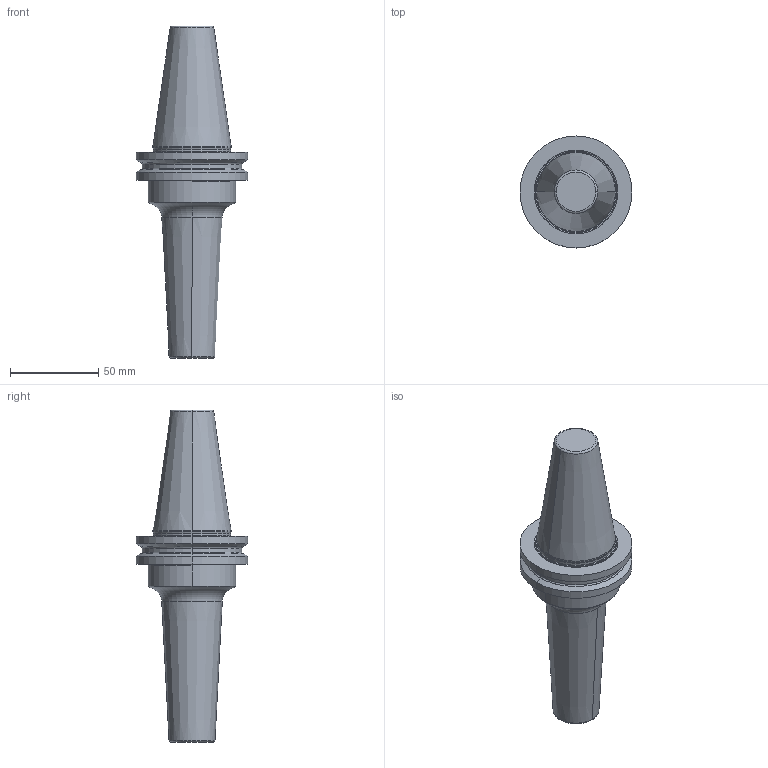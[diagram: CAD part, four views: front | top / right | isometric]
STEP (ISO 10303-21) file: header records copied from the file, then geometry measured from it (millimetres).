
FILE_DESCRIPTION((''),'2;1');
FILE_NAME('606609367-000-01-E43','2017-03-15T',('bahnemannr'),(''),'PRO/ENGINEER BY PARAMETRIC TECHNOLOGY CORPORATION, 2011220','PRO/ENGINEER BY PARAMETRIC TECHNOLOGY CORPORATION, 2011220','');
FILE_SCHEMA(('AUTOMOTIVE_DESIGN_CC2 { 1 2 10303 214 -1 1 5 2 }'));
Length unit declared in the file: millimetre
Products named in the file (1): 606609367-000-01-E43
Bounding box: 63.55 x 63.55 x 188.4 mm (x, y, z)
Volume: 209282.8 mm3; surface area: 26681.1 mm2
Topology: 1 solids, 1 shells, 53 faces, 114 edges, 72 vertices
Faces by surface type: torus 20, cone 14, cylinder 12, plane 7
Entity records: 1863 total; most frequent: DIRECTION 308, CARTESIAN_POINT 234, ORIENTED_EDGE 220, AXIS2_PLACEMENT_3D 138, PRESENTATION_STYLE_ASSIGNMENT 118, STYLED_ITEM 118, CURVE_STYLE 117, EDGE_CURVE 110
